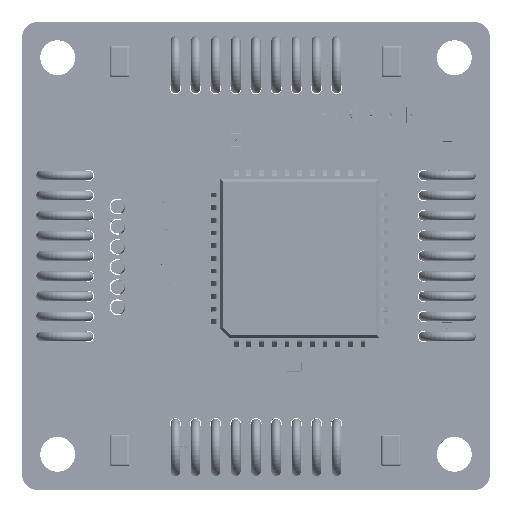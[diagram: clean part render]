
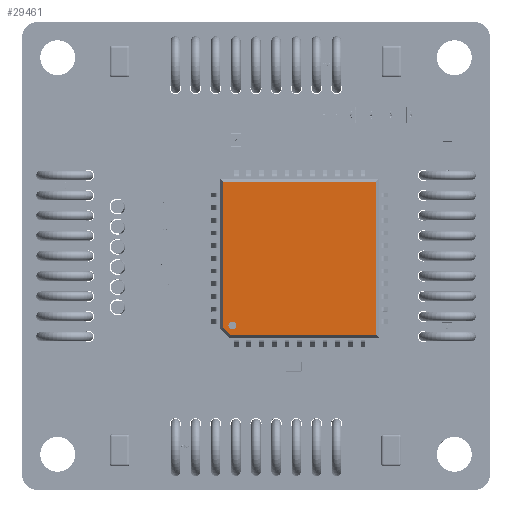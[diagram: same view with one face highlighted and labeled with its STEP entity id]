
A CAD part, top view. The second image highlights one B-rep face of the part: STEP entity #29461.
In plain terms, the highlighted face is planar.
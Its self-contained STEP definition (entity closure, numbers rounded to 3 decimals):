
#29461 = ADVANCED_FACE('',(#29462,#29504),#29515,.T.);
#29462 = FACE_BOUND('',#29463,.T.);
#29463 = EDGE_LOOP('',(#29464,#29474,#29482,#29490,#29498));
#29464 = ORIENTED_EDGE('',*,*,#29465,.T.);
#29465 = EDGE_CURVE('',#29466,#29468,#29470,.T.);
#29466 = VERTEX_POINT('',#29467);
#29467 = CARTESIAN_POINT('',(-4.825,0.5,4.825));
#29468 = VERTEX_POINT('',#29469);
#29469 = CARTESIAN_POINT('',(4.825,0.5,4.825));
#29470 = LINE('',#29471,#29472);
#29471 = CARTESIAN_POINT('',(-4.825,0.5,4.825));
#29472 = VECTOR('',#29473,1.);
#29473 = DIRECTION('',(1.,0.,0.));
#29474 = ORIENTED_EDGE('',*,*,#29475,.T.);
#29475 = EDGE_CURVE('',#29468,#29476,#29478,.T.);
#29476 = VERTEX_POINT('',#29477);
#29477 = CARTESIAN_POINT('',(4.825,0.5,-4.825));
#29478 = LINE('',#29479,#29480);
#29479 = CARTESIAN_POINT('',(4.825,0.5,4.825));
#29480 = VECTOR('',#29481,1.);
#29481 = DIRECTION('',(0.,0.,-1.));
#29482 = ORIENTED_EDGE('',*,*,#29483,.T.);
#29483 = EDGE_CURVE('',#29476,#29484,#29486,.T.);
#29484 = VERTEX_POINT('',#29485);
#29485 = CARTESIAN_POINT('',(-4.382,0.5,-4.825));
#29486 = LINE('',#29487,#29488);
#29487 = CARTESIAN_POINT('',(4.825,0.5,-4.825));
#29488 = VECTOR('',#29489,1.);
#29489 = DIRECTION('',(-1.,0.,0.));
#29490 = ORIENTED_EDGE('',*,*,#29491,.T.);
#29491 = EDGE_CURVE('',#29484,#29492,#29494,.T.);
#29492 = VERTEX_POINT('',#29493);
#29493 = CARTESIAN_POINT('',(-4.825,0.5,-4.382));
#29494 = LINE('',#29495,#29496);
#29495 = CARTESIAN_POINT('',(-4.382,0.5,-4.825));
#29496 = VECTOR('',#29497,1.);
#29497 = DIRECTION('',(-0.707,0.,0.707));
#29498 = ORIENTED_EDGE('',*,*,#29499,.T.);
#29499 = EDGE_CURVE('',#29492,#29466,#29500,.T.);
#29500 = LINE('',#29501,#29502);
#29501 = CARTESIAN_POINT('',(-4.825,0.5,-4.382));
#29502 = VECTOR('',#29503,1.);
#29503 = DIRECTION('',(0.,0.,1.));
#29504 = FACE_BOUND('',#29505,.T.);
#29505 = EDGE_LOOP('',(#29506));
#29506 = ORIENTED_EDGE('',*,*,#29507,.F.);
#29507 = EDGE_CURVE('',#29508,#29508,#29510,.T.);
#29508 = VERTEX_POINT('',#29509);
#29509 = CARTESIAN_POINT('',(-4.234,0.5,-3.984));
#29510 = CIRCLE('',#29511,0.25);
#29511 = AXIS2_PLACEMENT_3D('',#29512,#29513,#29514);
#29512 = CARTESIAN_POINT('',(-4.234,0.5,-4.234));
#29513 = DIRECTION('',(0.,1.,0.));
#29514 = DIRECTION('',(0.,0.,1.));
#29515 = PLANE('',#29516);
#29516 = AXIS2_PLACEMENT_3D('',#29517,#29518,#29519);
#29517 = CARTESIAN_POINT('',(-5.,0.5,5.));
#29518 = DIRECTION('',(0.,1.,0.));
#29519 = DIRECTION('',(0.,0.,1.));
